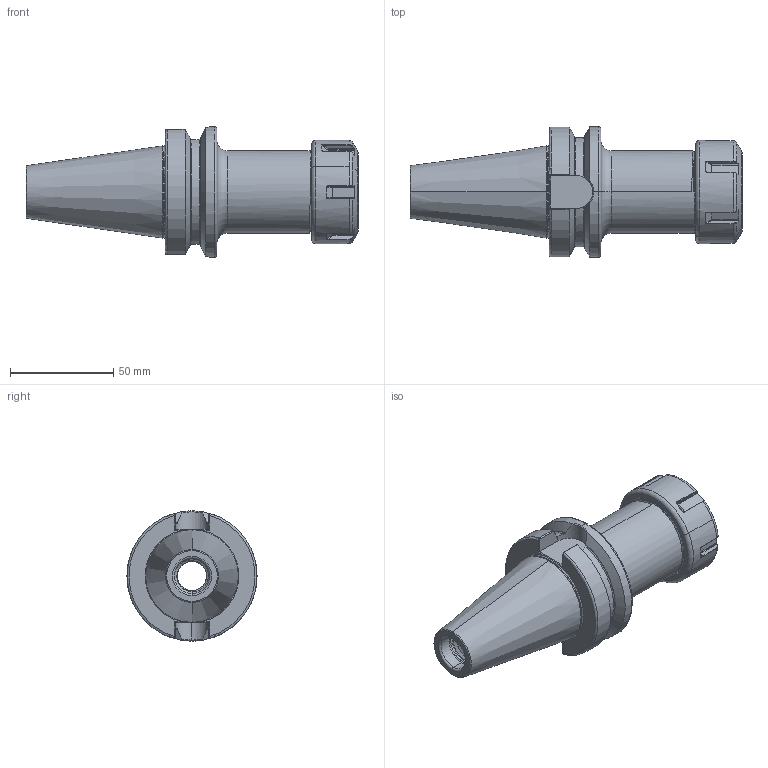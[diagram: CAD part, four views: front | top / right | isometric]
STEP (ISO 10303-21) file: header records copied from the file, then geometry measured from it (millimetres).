
FILE_DESCRIPTION (( 'STEP AP203' ), '1' );
FILE_NAME ('405.02.20.1.STEP', '2016-11-25T10:37:16', ( '' ), ( '' ), 'SwSTEP 2.0', 'SolidWorks 2012', '' );
FILE_SCHEMA (( 'CONFIG_CONTROL_DESIGN' ));
Length unit declared in the file: millimetre
Products named in the file (3): 2-01.100.0320230C7_ER32螺帽(六溝); 405.02.20.1
Assembly tree (2 placements, depth 2):
  405.02.20.1
    405.02.20.1
    2-01.100.0320230C7_ER32螺帽(六溝)
Bounding box: 160.68 x 63 x 63 mm (x, y, z)
Volume: 184966.9 mm3; surface area: 46603.6 mm2
Topology: 2 solids, 2 shells, 366 faces, 919 edges, 560 vertices
Faces by surface type: cylinder 137, bspline 78, plane 72, torus 55, cone 24
Entity records: 25344 total; most frequent: CARTESIAN_POINT 17588, ORIENTED_EDGE 1838, DIRECTION 1201, EDGE_CURVE 919, VERTEX_POINT 560, AXIS2_PLACEMENT_3D 468, EDGE_LOOP 373, FACE_OUTER_BOUND 366
